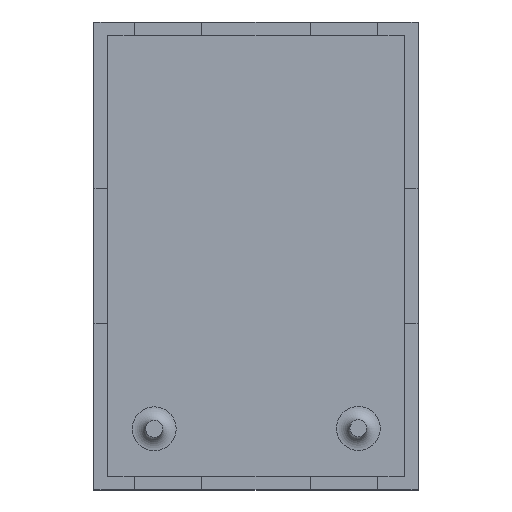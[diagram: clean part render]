
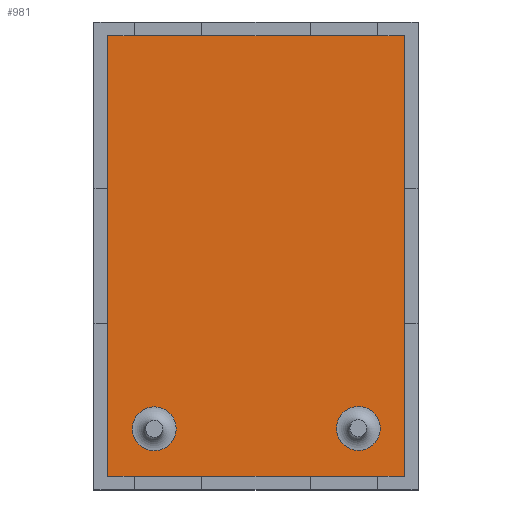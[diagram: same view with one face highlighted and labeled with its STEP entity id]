
A CAD part, top view. The second image highlights one B-rep face of the part: STEP entity #981.
In plain terms, the highlighted planar face has unit normal (0, 0, 1).
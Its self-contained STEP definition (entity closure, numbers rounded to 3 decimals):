
#25=FACE_BOUND('',#381,.T.);
#26=FACE_BOUND('',#382,.T.);
#31=LINE('',#1388,#157);
#32=LINE('',#1390,#158);
#33=LINE('',#1392,#159);
#34=LINE('',#1393,#160);
#157=VECTOR('',#1121,10.);
#158=VECTOR('',#1122,10.);
#159=VECTOR('',#1123,10.);
#160=VECTOR('',#1124,10.);
#283=PLANE('',#1040);
#328=FACE_OUTER_BOUND('',#380,.T.);
#380=EDGE_LOOP('',(#697,#698,#699,#700));
#381=EDGE_LOOP('',(#701));
#382=EDGE_LOOP('',(#702));
#437=CIRCLE('',#1036,3.25);
#441=CIRCLE('',#1041,3.25);
#454=VERTEX_POINT('',#1378);
#457=VERTEX_POINT('',#1386);
#458=VERTEX_POINT('',#1387);
#459=VERTEX_POINT('',#1389);
#460=VERTEX_POINT('',#1391);
#461=VERTEX_POINT('',#1394);
#549=EDGE_CURVE('',#454,#454,#437,.T.);
#553=EDGE_CURVE('',#457,#458,#31,.T.);
#554=EDGE_CURVE('',#458,#459,#32,.T.);
#555=EDGE_CURVE('',#459,#460,#33,.T.);
#556=EDGE_CURVE('',#460,#457,#34,.T.);
#557=EDGE_CURVE('',#461,#461,#441,.T.);
#697=ORIENTED_EDGE('',*,*,#553,.T.);
#698=ORIENTED_EDGE('',*,*,#554,.T.);
#699=ORIENTED_EDGE('',*,*,#555,.T.);
#700=ORIENTED_EDGE('',*,*,#556,.T.);
#701=ORIENTED_EDGE('',*,*,#557,.F.);
#702=ORIENTED_EDGE('',*,*,#549,.F.);
#981=ADVANCED_FACE('',(#328,#25,#26),#283,.T.);
#1036=AXIS2_PLACEMENT_3D('',#1379,#1111,#1112);
#1040=AXIS2_PLACEMENT_3D('',#1385,#1119,#1120);
#1041=AXIS2_PLACEMENT_3D('',#1395,#1125,#1126);
#1111=DIRECTION('center_axis',(0.,0.,1.));
#1112=DIRECTION('ref_axis',(-1.,0.,0.));
#1119=DIRECTION('center_axis',(0.,0.,1.));
#1120=DIRECTION('ref_axis',(1.,0.,0.));
#1121=DIRECTION('',(0.,1.,0.));
#1122=DIRECTION('',(-1.,0.,0.));
#1123=DIRECTION('',(0.,-1.,0.));
#1124=DIRECTION('',(1.,0.,0.));
#1125=DIRECTION('center_axis',(0.,0.,1.));
#1126=DIRECTION('ref_axis',(-1.,0.,0.));
#1378=CARTESIAN_POINT('',(33.901,8.127,2.));
#1379=CARTESIAN_POINT('Origin',(37.151,8.127,2.));
#1385=CARTESIAN_POINT('Origin',(22.,33.625,2.));
#1386=CARTESIAN_POINT('',(43.987,1.013,2.));
#1387=CARTESIAN_POINT('',(43.987,66.237,2.));
#1388=CARTESIAN_POINT('',(43.987,49.931,2.));
#1389=CARTESIAN_POINT('',(0.013,66.237,2.));
#1390=CARTESIAN_POINT('',(11.006,66.237,2.));
#1391=CARTESIAN_POINT('',(0.013,1.013,2.));
#1392=CARTESIAN_POINT('',(0.013,17.319,2.));
#1393=CARTESIAN_POINT('',(32.994,1.013,2.));
#1394=CARTESIAN_POINT('',(10.187,8.064,2.));
#1395=CARTESIAN_POINT('Origin',(6.937,8.064,2.));
